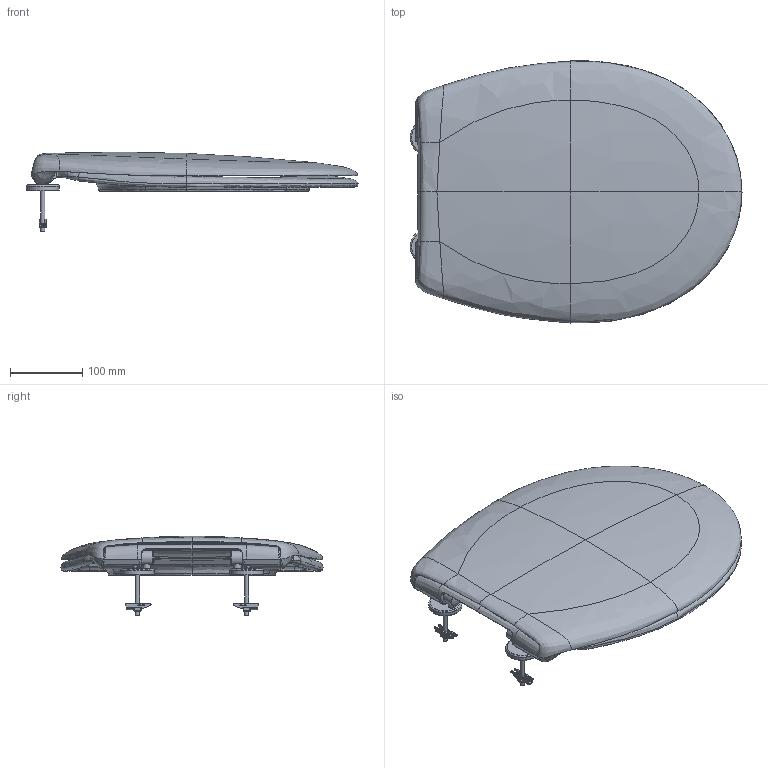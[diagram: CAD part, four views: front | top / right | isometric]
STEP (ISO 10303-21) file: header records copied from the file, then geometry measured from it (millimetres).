
FILE_DESCRIPTION(/* description */ ('Unknown'),/* implementation_level */ '2;1');
FILE_NAME(/* name */ '39492000',/* time_stamp */ '2022-09-09T03:16:45+02:00',/* author */ ('Unknown'),/* organization */ ('GROHE AG'),/* preprocessor_version */ 'ST-DEVELOPER v16.7',/* originating_system */ 'DEX',/* authorisation */ $);
FILE_SCHEMA (('AUTOMOTIVE_DESIGN {1 0 10303 214 3 1 1}'));
Products named in the file (12): 39492000; 10000000024_SWP_000; 10000000025_SWP_000; 10000000145_SWP_000; 10000000146_SWP_000; 10000000342_SWP_000; 10000000344_SWP_000; 10000000382_SWP_000; 10000000383_SWP_000; Dummy Dämpfer; ISH SC 101215_1 Deckel weich Q7; ISH SC 101215_1 Sitz Rundekante Q7
Assembly tree (11 placements, depth 2):
  39492000
    10000000024_SWP_000
    10000000025_SWP_000
    10000000145_SWP_000
    10000000146_SWP_000
    10000000342_SWP_000
    10000000344_SWP_000
    10000000382_SWP_000
    10000000383_SWP_000
    Dummy Dämpfer
    ISH SC 101215_1 Deckel weich Q7
    ISH SC 101215_1 Sitz Rundekante Q7
Bounding box: 458.62 x 361.98 x 109.94 mm (x, y, z)
Surface area: 531814.4 mm2 (no closed solid volume)
Topology: 0 solids, 26 shells, 595 faces, 1609 edges, 1027 vertices
Faces by surface type: bspline 355, plane 124, cylinder 98, cone 8, torus 8, sphere 2
Full cylindrical faces by diameter (mm): 6 x2, 10 x2, 12 x2, 19.8 x2, 44.5 x2, 45 x2, 46.2 x2
Entity records: 48009 total; most frequent: CARTESIAN_POINT 35957, ORIENTED_EDGE 2906, EDGE_CURVE 1571, DIRECTION 1248, B_SPLINE_CURVE_WITH_KNOTS 1031, VERTEX_POINT 1021, EDGE_LOOP 662, FACE_BOUND 662
